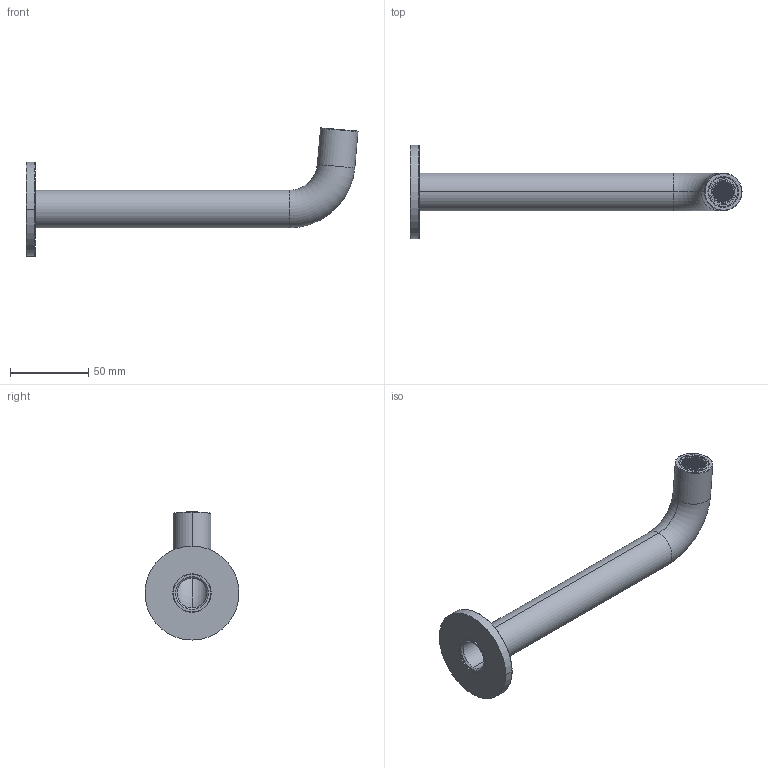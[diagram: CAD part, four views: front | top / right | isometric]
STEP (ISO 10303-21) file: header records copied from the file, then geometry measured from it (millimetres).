
FILE_DESCRIPTION((''),'2;1');
FILE_NAME('S420120SP-AU005-S316_ASM','2025-05-13T',('Administrator'),(''),'PRO/ENGINEER BY PARAMETRIC TECHNOLOGY CORPORATION, 2011310','PRO/ENGINEER BY PARAMETRIC TECHNOLOGY CORPORATION, 2011310','');
FILE_SCHEMA(('CONFIG_CONTROL_DESIGN'));
Products named in the file (4): 1D0397CWCP; 1L0146AWCP; 1M0258EWNT; S420120SP-AU005-S316_ASM
Assembly tree (3 placements, depth 2):
  S420120SP-AU005-S316_ASM
    1D0397CWCP
    1L0146AWCP
    1M0258EWNT
Bounding box: 211.93 x 60 x 81.82 mm (x, y, z)
Volume: 35512.8 mm3; surface area: 48681 mm2
Topology: 3 solids, 3 shells, 3446 faces, 8088 edges, 5361 vertices
Faces by surface type: plane 2239, cylinder 1170, torus 16, cone 13, bspline 8
Entity records: 108173 total; most frequent: CARTESIAN_POINT 29453, ORIENTED_EDGE 16176, DIRECTION 15154, EDGE_CURVE 8088, VECTOR 5684, LINE 5684, VERTEX_POINT 5361, AXIS2_PLACEMENT_3D 4735
